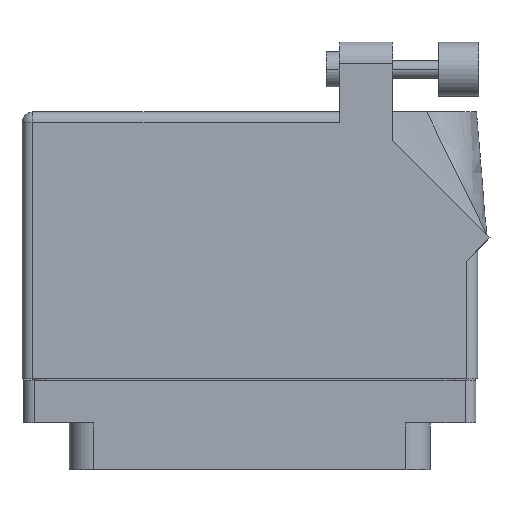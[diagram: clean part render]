
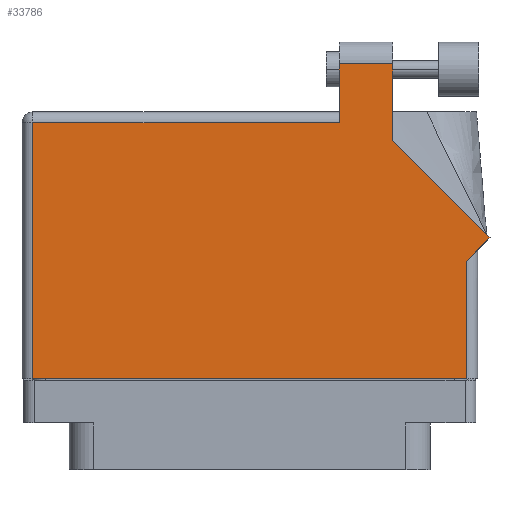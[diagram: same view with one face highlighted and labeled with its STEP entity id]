
A CAD part, front view. The second image highlights one B-rep face of the part: STEP entity #33786.
In plain terms, the highlighted face is planar.
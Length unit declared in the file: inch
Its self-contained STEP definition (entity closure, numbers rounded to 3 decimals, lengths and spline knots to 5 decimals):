
#1596 = CARTESIAN_POINT ( 'NONE',  ( -1.306, -0.1, 0.455 ) ) ;
#1673 = CARTESIAN_POINT ( 'NONE',  ( 0.513, 1.43, 0.455 ) ) ;
#1895 = DIRECTION ( 'NONE',  ( 1., 0., 0. ) ) ;
#2365 = ORIENTED_EDGE ( 'NONE', *, *, #41968, .T. ) ;
#3560 = ORIENTED_EDGE ( 'NONE', *, *, #39614, .T. ) ;
#3773 = CARTESIAN_POINT ( 'NONE',  ( 1.244, -0.1, 0.455 ) ) ;
#4319 = CARTESIAN_POINT ( 'NONE',  ( 0.82, 1.26442, 0.455 ) ) ;
#5035 = ORIENTED_EDGE ( 'NONE', *, *, #38550, .T. ) ;
#5164 = CARTESIAN_POINT ( 'NONE',  ( -1.244, -0.1, 0.455 ) ) ;
#5488 = CARTESIAN_POINT ( 'NONE',  ( 0.513, 1.705, 0.455 ) ) ;
#5663 = EDGE_CURVE ( 'NONE', #16394, #15547, #11542, .T. ) ;
#6026 = VECTOR ( 'NONE', #25150, 39.37008 ) ;
#6245 = DIRECTION ( 'NONE',  ( -1., 0., 0. ) ) ;
#7738 = CARTESIAN_POINT ( 'NONE',  ( 1.37671, 0.70771, 0.455 ) ) ;
#7773 = ORIENTED_EDGE ( 'NONE', *, *, #42344, .T. ) ;
#8951 = DIRECTION ( 'NONE',  ( 0., -1., 0. ) ) ;
#11542 = LINE ( 'NONE', #7738, #19685 ) ;
#11923 = ORIENTED_EDGE ( 'NONE', *, *, #23141, .T. ) ;
#11988 = ORIENTED_EDGE ( 'NONE', *, *, #28802, .T. ) ;
#12204 = CARTESIAN_POINT ( 'NONE',  ( -1.244, -0.1, 0.455 ) ) ;
#12624 = CARTESIAN_POINT ( 'NONE',  ( 1.244, 0.575, 0.455 ) ) ;
#13448 = VECTOR ( 'NONE', #30188, 39.37008 ) ;
#15107 = EDGE_LOOP ( 'NONE', ( #5035, #11988, #11923, #2365, #20680, #7773, #3560, #26165, #40981 ) ) ;
#15466 = DIRECTION ( 'NONE',  ( 0., -1., 0. ) ) ;
#15490 = DIRECTION ( 'NONE',  ( -1., 0., 0. ) ) ;
#15547 = VERTEX_POINT ( 'NONE', #26889 ) ;
#16394 = VERTEX_POINT ( 'NONE', #32623 ) ;
#17696 = LINE ( 'NONE', #40797, #20520 ) ;
#17907 = LINE ( 'NONE', #22923, #33537 ) ;
#18948 = CARTESIAN_POINT ( 'NONE',  ( -1.244, 1.368, 0.455 ) ) ;
#19054 = VERTEX_POINT ( 'NONE', #18948 ) ;
#19685 = VECTOR ( 'NONE', #33968, 39.37008 ) ;
#20520 = VECTOR ( 'NONE', #31118, 39.37008 ) ;
#20680 = ORIENTED_EDGE ( 'NONE', *, *, #26701, .T. ) ;
#22923 = CARTESIAN_POINT ( 'NONE',  ( -1.306, 1.368, 0.455 ) ) ;
#23141 = EDGE_CURVE ( 'NONE', #46758, #44123, #44448, .T. ) ;
#23205 = AXIS2_PLACEMENT_3D ( 'NONE', #24657, #31971, #6245 ) ;
#24657 = CARTESIAN_POINT ( 'NONE',  ( -1.306, 1.43, 0.455 ) ) ;
#25150 = DIRECTION ( 'NONE',  ( 0.707, 0.707, 0. ) ) ;
#26067 = FACE_OUTER_BOUND ( 'NONE', #15107, .T. ) ;
#26165 = ORIENTED_EDGE ( 'NONE', *, *, #40808, .T. ) ;
#26701 = EDGE_CURVE ( 'NONE', #19054, #29290, #39284, .T. ) ;
#26889 = CARTESIAN_POINT ( 'NONE',  ( 0.82, 1.26442, 0.455 ) ) ;
#28254 = VECTOR ( 'NONE', #8951, 39.37008 ) ;
#28802 = EDGE_CURVE ( 'NONE', #45460, #46758, #17696, .T. ) ;
#29290 = VERTEX_POINT ( 'NONE', #5164 ) ;
#29322 = CARTESIAN_POINT ( 'NONE',  ( 1.244, 0.637, 0.455 ) ) ;
#29507 = CARTESIAN_POINT ( 'NONE',  ( 0.513, 1.368, 0.455 ) ) ;
#30188 = DIRECTION ( 'NONE',  ( 0., 1., 0. ) ) ;
#30286 = LINE ( 'NONE', #4319, #13448 ) ;
#31118 = DIRECTION ( 'NONE',  ( -1., 0., 0. ) ) ;
#31971 = DIRECTION ( 'NONE',  ( 0., 0., -1. ) ) ;
#32623 = CARTESIAN_POINT ( 'NONE',  ( 1.37671, 0.70771, 0.455 ) ) ;
#33352 = DIRECTION ( 'NONE',  ( 0., 1., 0. ) ) ;
#33498 = VECTOR ( 'NONE', #15466, 39.37008 ) ;
#33537 = VECTOR ( 'NONE', #15490, 39.37008 ) ;
#33786 = ADVANCED_FACE ( 'NONE', ( #26067 ), #45999, .F. ) ;
#33968 = DIRECTION ( 'NONE',  ( -0.707, 0.707, 0. ) ) ;
#34357 = LINE ( 'NONE', #29322, #43565 ) ;
#34401 = LINE ( 'NONE', #35379, #6026 ) ;
#35379 = CARTESIAN_POINT ( 'NONE',  ( 1.306, 0.637, 0.455 ) ) ;
#38550 = EDGE_CURVE ( 'NONE', #15547, #45460, #30286, .T. ) ;
#38795 = CARTESIAN_POINT ( 'NONE',  ( 0.82, 1.705, 0.455 ) ) ;
#39284 = LINE ( 'NONE', #12204, #33498 ) ;
#39614 = EDGE_CURVE ( 'NONE', #39642, #44516, #34357, .T. ) ;
#39642 = VERTEX_POINT ( 'NONE', #3773 ) ;
#40797 = CARTESIAN_POINT ( 'NONE',  ( 0.513, 1.705, 0.455 ) ) ;
#40808 = EDGE_CURVE ( 'NONE', #44516, #16394, #34401, .T. ) ;
#40981 = ORIENTED_EDGE ( 'NONE', *, *, #5663, .T. ) ;
#41968 = EDGE_CURVE ( 'NONE', #44123, #19054, #17907, .T. ) ;
#42344 = EDGE_CURVE ( 'NONE', #29290, #39642, #47623, .T. ) ;
#43565 = VECTOR ( 'NONE', #33352, 39.37008 ) ;
#43625 = VECTOR ( 'NONE', #1895, 39.37008 ) ;
#44123 = VERTEX_POINT ( 'NONE', #29507 ) ;
#44448 = LINE ( 'NONE', #1673, #28254 ) ;
#44516 = VERTEX_POINT ( 'NONE', #12624 ) ;
#45460 = VERTEX_POINT ( 'NONE', #38795 ) ;
#45999 = PLANE ( 'NONE',  #23205 ) ;
#46758 = VERTEX_POINT ( 'NONE', #5488 ) ;
#47623 = LINE ( 'NONE', #1596, #43625 ) ;
